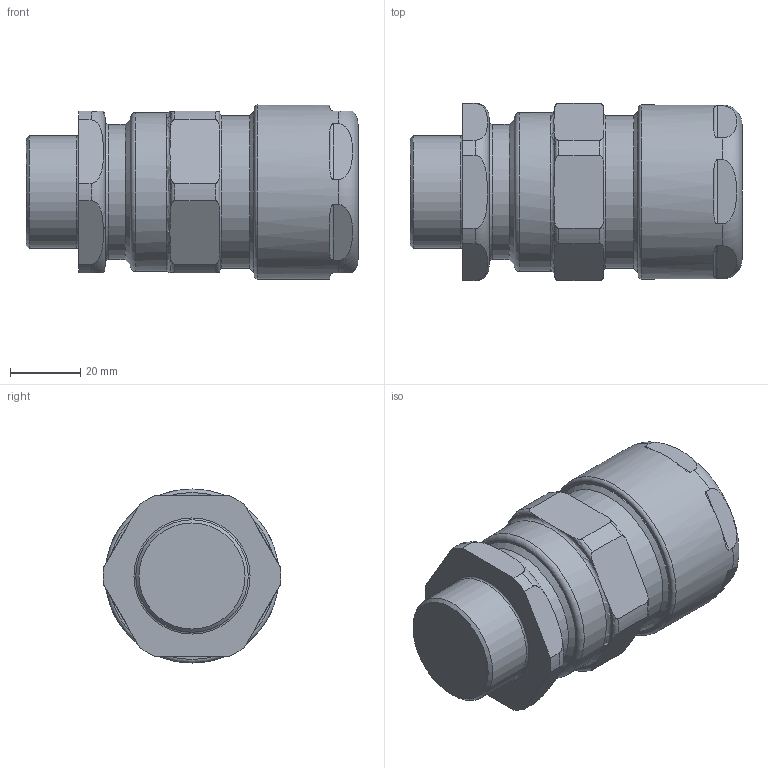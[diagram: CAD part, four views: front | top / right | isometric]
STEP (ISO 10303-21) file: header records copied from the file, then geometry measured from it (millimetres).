
FILE_DESCRIPTION(/* description */ (''),/* implementation_level */ '2;1');
FILE_NAME(/* name */ '501_453_RAC_X C.stp',/* time_stamp */ '2019-08-02T16:29:03+06:00',/* author */ ('vinaykumark'),/* organization */ (''),/* preprocessor_version */ 'ST-DEVELOPER v16.13',/* originating_system */ 'Autodesk Inventor 2018',/* authorisation */ '');
FILE_SCHEMA (('AUTOMOTIVE_DESIGN { 1 0 10303 214 3 1 1 }'));
Length unit declared in the file: millimetre
Products named in the file (1): 501_453_RAC_X A
Bounding box: 94.43 x 50.47 x 49.5 mm (x, y, z)
Volume: 217516.1 mm3; surface area: 50961.4 mm2
Topology: 9 solids, 9 shells, 439 faces, 1222 edges, 802 vertices
Faces by surface type: torus 171, cone 91, plane 89, cylinder 86, sphere 2
Full cylindrical faces by diameter (mm): 0.8 x6, 26.5 x1, 32 x1, 33.3 x1, 34.95 x1, 35.4 x2, 37 x1, 37.4 x1, 38.1 x3, 38.4 x1, 38.8 x2, 41.275 x1, 43.54 x2, 44 x1, 44.4 x1, 45.15 x1, 46 x1, 49.5 x1
Entity records: 16526 total; most frequent: CARTESIAN_POINT 5566, ORIENTED_EDGE 2216, DIRECTION 2156, EDGE_CURVE 1108, AXIS2_PLACEMENT_3D 962, VERTEX_POINT 788, EDGE_LOOP 544, CIRCLE 442
